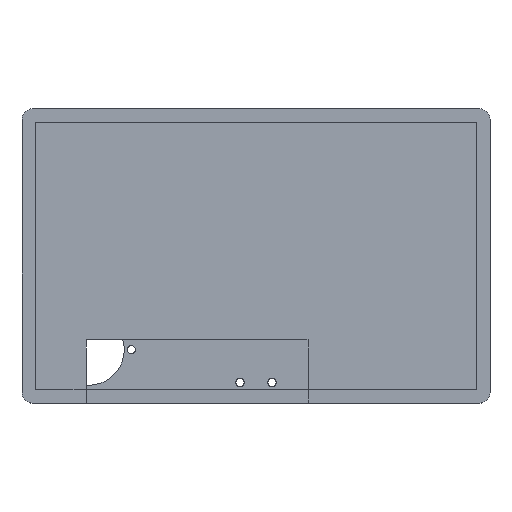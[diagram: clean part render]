
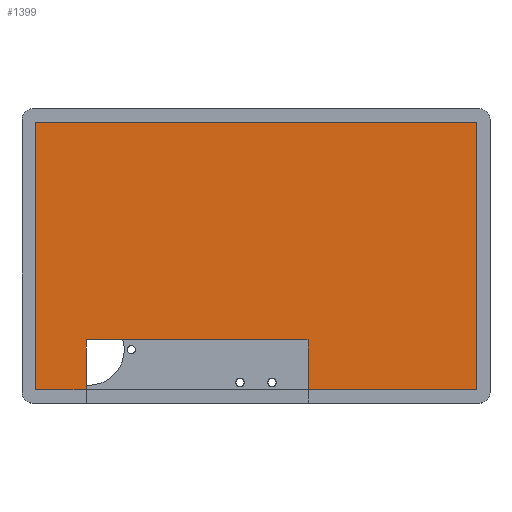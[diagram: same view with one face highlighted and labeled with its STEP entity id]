
A CAD part, top view. The second image highlights one B-rep face of the part: STEP entity #1399.
In plain terms, the highlighted planar face has unit normal (0, 0, 1).
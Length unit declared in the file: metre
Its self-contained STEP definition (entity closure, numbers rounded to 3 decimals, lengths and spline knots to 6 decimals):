
#436=ORIENTED_EDGE('',*,*,#490,.F.);
#437=ORIENTED_EDGE('',*,*,#484,.T.);
#438=ORIENTED_EDGE('',*,*,#628,.F.);
#439=ORIENTED_EDGE('',*,*,#632,.F.);
#440=ORIENTED_EDGE('',*,*,#634,.T.);
#441=ORIENTED_EDGE('',*,*,#635,.T.);
#442=ORIENTED_EDGE('',*,*,#629,.F.);
#443=ORIENTED_EDGE('',*,*,#476,.F.);
#476=EDGE_CURVE('',#652,#653,#784,.T.);
#484=EDGE_CURVE('',#659,#658,#792,.T.);
#490=EDGE_CURVE('',#659,#652,#798,.T.);
#628=EDGE_CURVE('',#768,#658,#876,.T.);
#629=EDGE_CURVE('',#653,#769,#877,.T.);
#632=EDGE_CURVE('',#770,#768,#880,.T.);
#634=EDGE_CURVE('',#770,#771,#882,.T.);
#635=EDGE_CURVE('',#771,#769,#883,.T.);
#652=VERTEX_POINT('',#1957);
#653=VERTEX_POINT('',#1958);
#658=VERTEX_POINT('',#1971);
#659=VERTEX_POINT('',#1973);
#768=VERTEX_POINT('',#2279);
#769=VERTEX_POINT('',#2283);
#770=VERTEX_POINT('',#2287);
#771=VERTEX_POINT('',#2291);
#784=LINE('',#1956,#896);
#792=LINE('',#1972,#904);
#798=LINE('',#1984,#910);
#876=LINE('',#2280,#988);
#877=LINE('',#2282,#989);
#880=LINE('',#2288,#992);
#882=LINE('',#2292,#994);
#883=LINE('',#2294,#995);
#896=VECTOR('',#1573,1.);
#904=VECTOR('',#1583,1.);
#910=VECTOR('',#1591,1.);
#988=VECTOR('',#1895,1.);
#989=VECTOR('',#1898,1.);
#992=VECTOR('',#1903,1.);
#994=VECTOR('',#1907,1.);
#995=VECTOR('',#1910,1.);
#1145=EDGE_LOOP('',(#436,#437,#438,#439,#440,#441,#442,#443));
#1299=FACE_BOUND('',#1145,.T.);
#1337=PLANE('',#1542);
#1399=ADVANCED_FACE('',(#1299),#1337,.T.);
#1542=AXIS2_PLACEMENT_3D('',#2295,#1911,#1912);
#1573=DIRECTION('',(0.,-1.,0.));
#1583=DIRECTION('',(0.,-1.,0.));
#1591=DIRECTION('',(-1.,0.,0.));
#1895=DIRECTION('',(-1.,0.,0.));
#1898=DIRECTION('',(-1.,0.,0.));
#1903=DIRECTION('',(0.,-1.,0.));
#1907=DIRECTION('',(-1.,0.,0.));
#1910=DIRECTION('',(0.,-1.,0.));
#1911=DIRECTION('',(0.,0.,1.));
#1912=DIRECTION('',(1.,0.,0.));
#1956=CARTESIAN_POINT('',(-0.06343,-0.043165,0.021464));
#1957=CARTESIAN_POINT('',(-0.06343,-0.031349,0.021464));
#1958=CARTESIAN_POINT('',(-0.06343,-0.05,0.021464));
#1971=CARTESIAN_POINT('',(0.01943,-0.05,0.021464));
#1972=CARTESIAN_POINT('',(0.01943,-0.043165,0.021464));
#1973=CARTESIAN_POINT('',(0.01943,-0.031349,0.021464));
#1984=CARTESIAN_POINT('',(-0.022,-0.031349,0.021464));
#2279=CARTESIAN_POINT('',(0.08245,-0.05,0.021464));
#2280=CARTESIAN_POINT('',(0.,-0.05,0.021464));
#2282=CARTESIAN_POINT('',(0.,-0.05,0.021464));
#2283=CARTESIAN_POINT('',(-0.08245,-0.05,0.021464));
#2287=CARTESIAN_POINT('',(0.08245,0.05,0.021464));
#2288=CARTESIAN_POINT('',(0.08245,0.,0.021464));
#2291=CARTESIAN_POINT('',(-0.08245,0.05,0.021464));
#2292=CARTESIAN_POINT('',(0.,0.05,0.021464));
#2294=CARTESIAN_POINT('',(-0.08245,0.,0.021464));
#2295=CARTESIAN_POINT('',(0.,0.,0.021464));
